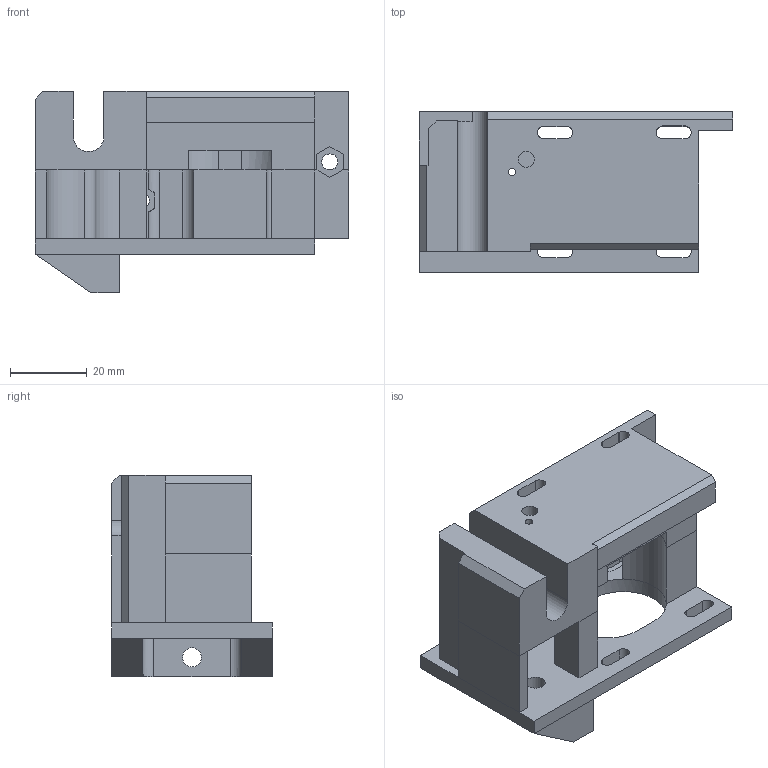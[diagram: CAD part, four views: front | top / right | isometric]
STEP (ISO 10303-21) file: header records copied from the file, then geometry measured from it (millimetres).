
FILE_DESCRIPTION(('FreeCAD Model'),'2;1');
FILE_NAME('Open CASCADE Shape Model','2024-11-16T12:32:36',(''),(''), 'Open CASCADE STEP processor 7.6','FreeCAD','Unknown');
FILE_SCHEMA(('AUTOMOTIVE_DESIGN { 1 0 10303 214 1 1 1 1 }'));
Length unit declared in the file: millimetre
Products named in the file (1): Тело
Bounding box: 82 x 42 x 52.5 mm (x, y, z)
Volume: 69118.7 mm3; surface area: 24379.1 mm2
Topology: 1 solids, 1 shells, 158 faces, 449 edges, 287 vertices
Faces by surface type: plane 121, cylinder 37
Full cylindrical faces by diameter (mm): 2 x2, 4.2 x3, 5 x5
Entity records: 11200 total; most frequent: CARTESIAN_POINT 2157, DIRECTION 1707, LINE 1129, VECTOR 1129, ORIENTED_EDGE 898, PCURVE 898, DEFINITIONAL_REPRESENTATION 898, EDGE_CURVE 449
